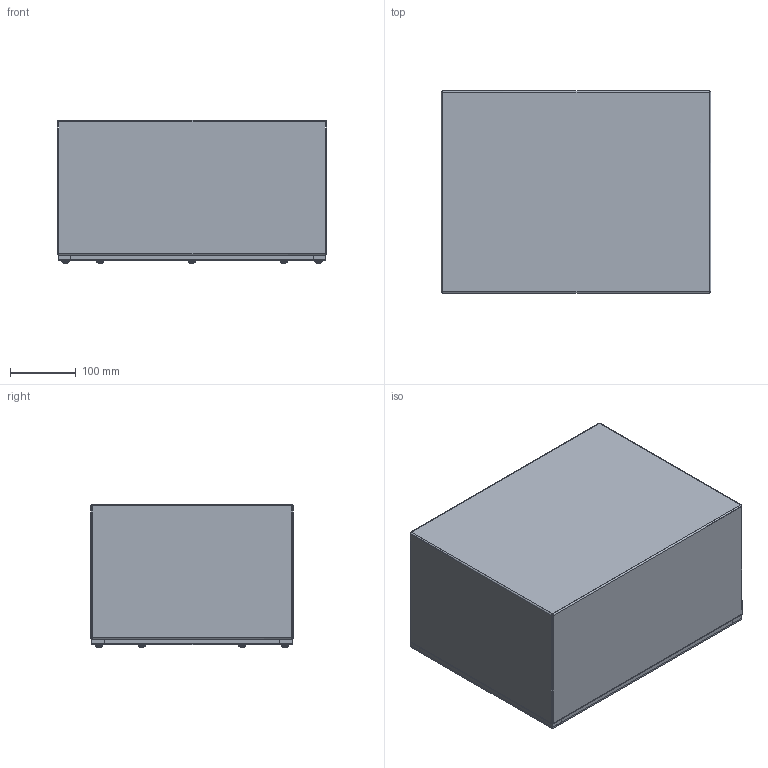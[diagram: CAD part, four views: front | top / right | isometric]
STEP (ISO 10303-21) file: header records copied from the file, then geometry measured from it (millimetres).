
FILE_DESCRIPTION (( 'STEP AP214' ), '1' );
FILE_NAME ('WA121608GSCG.STEP', '2016-02-15T17:22:10', ( '' ), ( '' ), 'SwSTEP 2.0', 'SolidWorks 2014', '' );
FILE_SCHEMA (( 'AUTOMOTIVE_DESIGN' ));
Length unit declared in the file: inch
Products named in the file (9): 12; 16; WA1216GSCGLP; WA121608GSCGBKP; WA121608GSCG; 37210; 39035; 39077; 34984
Assembly tree (46 placements, depth 2):
  WA121608GSCG
    WA121608GSCGBKP
    WA1216GSCGLP
    16  x2
    12  x2
    34984  x10
    39077  x10
    39035  x10
    37210  x10
Bounding box: 409.57 x 307.98 x 217.38 mm (x, y, z)
Volume: 1294080.7 mm3; surface area: 1217566.3 mm2
Topology: 46 solids, 46 shells, 1070 faces, 2660 edges, 1682 vertices
Faces by surface type: plane 508, cylinder 276, cone 190, torus 60, sphere 20, bspline 16
Entity records: 11034 total; most frequent: CARTESIAN_POINT 2325, DIRECTION 1147, ORIENTED_EDGE 1052, EDGE_CURVE 526, AXIS2_PLACEMENT_3D 427, VERTEX_POINT 325, LINE 293, VECTOR 293
